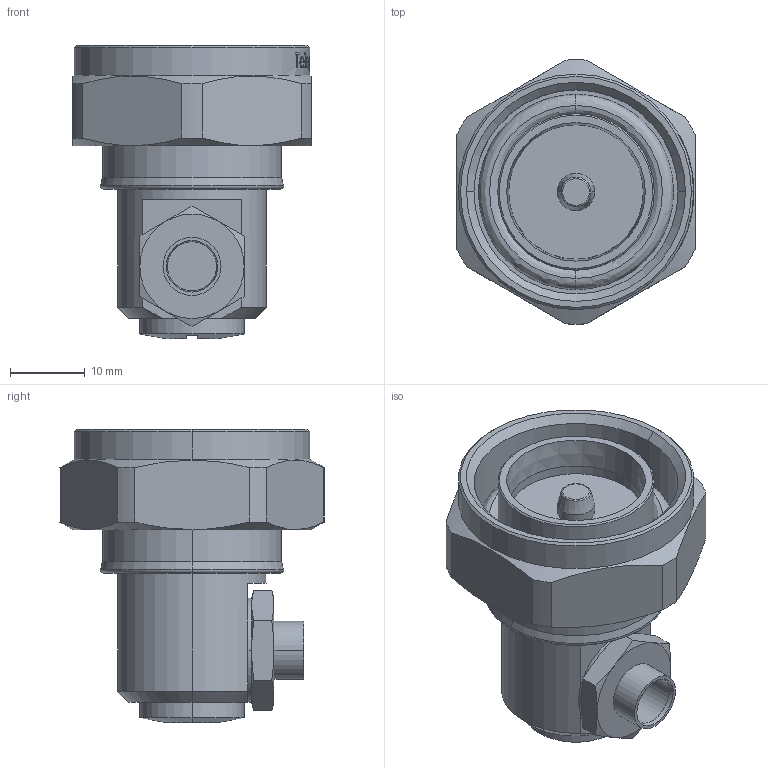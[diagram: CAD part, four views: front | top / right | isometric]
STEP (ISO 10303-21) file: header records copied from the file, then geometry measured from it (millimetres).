
FILE_DESCRIPTION (( 'STEP AP214' ), '1' );
FILE_NAME ('J01120B0024.STEP', '2016-09-14T14:23:19', ( '' ), ( '' ), 'SwSTEP 2.0', 'SolidWorks 2015', '' );
FILE_SCHEMA (( 'AUTOMOTIVE_DESIGN' ));
Length unit declared in the file: millimetre
Products named in the file (1): J01120B0024
Bounding box: 32 x 35.49 x 39.35 mm (x, y, z)
Volume: 16306.8 mm3; surface area: 8275.3 mm2
Topology: 2 solids, 2 shells, 290 faces, 718 edges, 457 vertices
Faces by surface type: plane 98, bspline 82, cylinder 55, cone 43, torus 12
Entity records: 14866 total; most frequent: CARTESIAN_POINT 5321, ORIENTED_EDGE 1436, DIRECTION 1106, EDGE_CURVE 718, VERTEX_POINT 457, AXIS2_PLACEMENT_3D 411, EDGE_LOOP 317, UNCERTAINTY_MEASURE_WITH_UNIT 292
